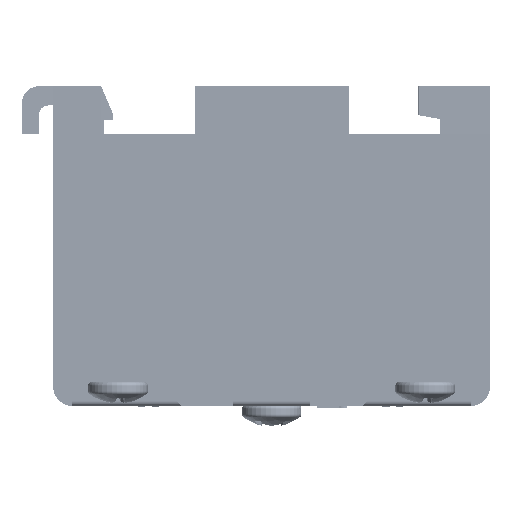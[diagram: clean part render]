
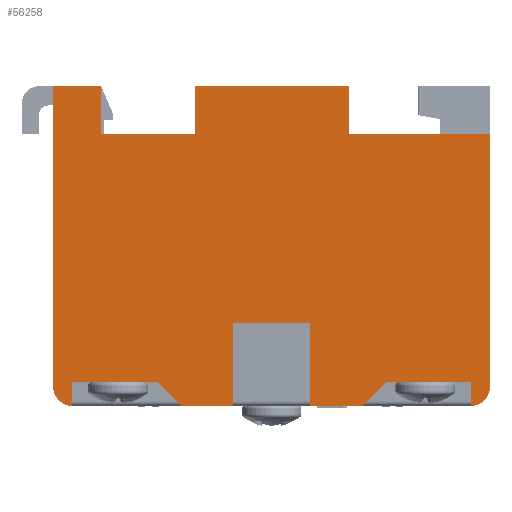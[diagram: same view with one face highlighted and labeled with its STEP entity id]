
A CAD part, left-side view. The second image highlights one B-rep face of the part: STEP entity #56258.
In plain terms, the highlighted planar face has unit normal (-1, 0, 0).
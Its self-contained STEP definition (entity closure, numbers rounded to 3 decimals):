
#3647=CIRCLE('',#59664,2.);
#3648=CIRCLE('',#59665,2.);
#5897=FACE_OUTER_BOUND('',#9161,.T.);
#9161=EDGE_LOOP('',(#37779,#37780,#37781,#37782,#37783,#37784,#37785,#37786,
#37787,#37788,#37789,#37790,#37791,#37792,#37793,#37794,#37795,#37796,#37797,
#37798,#37799,#37800));
#12615=LINE('',#80868,#17488);
#12672=LINE('',#80995,#17545);
#13205=LINE('',#82108,#18078);
#13206=LINE('',#82111,#18079);
#13207=LINE('',#82113,#18080);
#13208=LINE('',#82114,#18081);
#13209=LINE('',#82116,#18082);
#13210=LINE('',#82117,#18083);
#13211=LINE('',#82119,#18084);
#13212=LINE('',#82123,#18085);
#13213=LINE('',#82125,#18086);
#13214=LINE('',#82127,#18087);
#13215=LINE('',#82129,#18088);
#13216=LINE('',#82131,#18089);
#13217=LINE('',#82133,#18090);
#13218=LINE('',#82135,#18091);
#13219=LINE('',#82137,#18092);
#13220=LINE('',#82139,#18093);
#13221=LINE('',#82141,#18094);
#13222=LINE('',#82143,#18095);
#17488=VECTOR('',#65076,10.);
#17545=VECTOR('',#65165,10.);
#18078=VECTOR('',#65990,10.);
#18079=VECTOR('',#65993,10.);
#18080=VECTOR('',#65994,10.);
#18081=VECTOR('',#65995,10.);
#18082=VECTOR('',#65996,10.);
#18083=VECTOR('',#65997,10.);
#18084=VECTOR('',#65998,10.);
#18085=VECTOR('',#66001,10.);
#18086=VECTOR('',#66002,10.);
#18087=VECTOR('',#66003,10.);
#18088=VECTOR('',#66004,10.);
#18089=VECTOR('',#66005,10.);
#18090=VECTOR('',#66006,10.);
#18091=VECTOR('',#66007,10.);
#18092=VECTOR('',#66008,10.);
#18093=VECTOR('',#66009,10.);
#18094=VECTOR('',#66010,10.);
#18095=VECTOR('',#66011,10.);
#22365=VERTEX_POINT('',#80865);
#22366=VERTEX_POINT('',#80867);
#22418=VERTEX_POINT('',#80991);
#22420=VERTEX_POINT('',#80994);
#22853=VERTEX_POINT('',#82104);
#22854=VERTEX_POINT('',#82106);
#22855=VERTEX_POINT('',#82110);
#22856=VERTEX_POINT('',#82112);
#22857=VERTEX_POINT('',#82115);
#22858=VERTEX_POINT('',#82118);
#22859=VERTEX_POINT('',#82120);
#22860=VERTEX_POINT('',#82122);
#22861=VERTEX_POINT('',#82124);
#22862=VERTEX_POINT('',#82126);
#22863=VERTEX_POINT('',#82128);
#22864=VERTEX_POINT('',#82130);
#22865=VERTEX_POINT('',#82132);
#22866=VERTEX_POINT('',#82134);
#22867=VERTEX_POINT('',#82136);
#22868=VERTEX_POINT('',#82138);
#22869=VERTEX_POINT('',#82140);
#22870=VERTEX_POINT('',#82142);
#28112=EDGE_CURVE('',#22365,#22366,#12615,.T.);
#28175=EDGE_CURVE('',#22420,#22418,#12672,.T.);
#28746=EDGE_CURVE('',#22853,#22854,#13205,.T.);
#28747=EDGE_CURVE('',#22420,#22855,#13206,.T.);
#28748=EDGE_CURVE('',#22418,#22856,#13207,.T.);
#28749=EDGE_CURVE('',#22853,#22856,#13208,.T.);
#28750=EDGE_CURVE('',#22854,#22857,#13209,.T.);
#28751=EDGE_CURVE('',#22857,#22366,#13210,.T.);
#28752=EDGE_CURVE('',#22365,#22858,#13211,.T.);
#28753=EDGE_CURVE('',#22859,#22858,#3647,.T.);
#28754=EDGE_CURVE('',#22859,#22860,#13212,.T.);
#28755=EDGE_CURVE('',#22860,#22861,#13213,.T.);
#28756=EDGE_CURVE('',#22862,#22861,#13214,.T.);
#28757=EDGE_CURVE('',#22863,#22862,#13215,.T.);
#28758=EDGE_CURVE('',#22863,#22864,#13216,.T.);
#28759=EDGE_CURVE('',#22864,#22865,#13217,.T.);
#28760=EDGE_CURVE('',#22865,#22866,#13218,.T.);
#28761=EDGE_CURVE('',#22867,#22866,#13219,.T.);
#28762=EDGE_CURVE('',#22868,#22867,#13220,.T.);
#28763=EDGE_CURVE('',#22868,#22869,#13221,.T.);
#28764=EDGE_CURVE('',#22869,#22870,#13222,.T.);
#28765=EDGE_CURVE('',#22855,#22870,#3648,.T.);
#37779=ORIENTED_EDGE('',*,*,#28747,.F.);
#37780=ORIENTED_EDGE('',*,*,#28175,.T.);
#37781=ORIENTED_EDGE('',*,*,#28748,.T.);
#37782=ORIENTED_EDGE('',*,*,#28749,.F.);
#37783=ORIENTED_EDGE('',*,*,#28746,.T.);
#37784=ORIENTED_EDGE('',*,*,#28750,.T.);
#37785=ORIENTED_EDGE('',*,*,#28751,.T.);
#37786=ORIENTED_EDGE('',*,*,#28112,.F.);
#37787=ORIENTED_EDGE('',*,*,#28752,.T.);
#37788=ORIENTED_EDGE('',*,*,#28753,.F.);
#37789=ORIENTED_EDGE('',*,*,#28754,.T.);
#37790=ORIENTED_EDGE('',*,*,#28755,.T.);
#37791=ORIENTED_EDGE('',*,*,#28756,.F.);
#37792=ORIENTED_EDGE('',*,*,#28757,.F.);
#37793=ORIENTED_EDGE('',*,*,#28758,.T.);
#37794=ORIENTED_EDGE('',*,*,#28759,.T.);
#37795=ORIENTED_EDGE('',*,*,#28760,.T.);
#37796=ORIENTED_EDGE('',*,*,#28761,.F.);
#37797=ORIENTED_EDGE('',*,*,#28762,.F.);
#37798=ORIENTED_EDGE('',*,*,#28763,.T.);
#37799=ORIENTED_EDGE('',*,*,#28764,.T.);
#37800=ORIENTED_EDGE('',*,*,#28765,.F.);
#54477=PLANE('',#59663);
#56258=ADVANCED_FACE('',(#5897),#54477,.T.);
#59663=AXIS2_PLACEMENT_3D('',#82109,#65991,#65992);
#59664=AXIS2_PLACEMENT_3D('',#82121,#65999,#66000);
#59665=AXIS2_PLACEMENT_3D('',#82144,#66012,#66013);
#65076=DIRECTION('',(0.,-1.,0.));
#65165=DIRECTION('',(0.,1.,0.));
#65990=DIRECTION('',(0.,0.,-1.));
#65991=DIRECTION('center_axis',(-1.,0.,0.));
#65992=DIRECTION('ref_axis',(0.,1.,0.));
#65993=DIRECTION('',(0.,0.,-1.));
#65994=DIRECTION('',(0.,0.,1.));
#65995=DIRECTION('',(0.,-1.,0.));
#65996=DIRECTION('',(0.,1.,0.));
#65997=DIRECTION('',(0.,0.,1.));
#65998=DIRECTION('',(0.,0.,-1.));
#65999=DIRECTION('center_axis',(1.,0.,0.));
#66000=DIRECTION('ref_axis',(0.,0.707,-0.707));
#66001=DIRECTION('',(0.,0.,1.));
#66002=DIRECTION('',(0.,-1.,0.));
#66003=DIRECTION('',(0.,0.707,0.707));
#66004=DIRECTION('',(0.,1.,0.));
#66005=DIRECTION('',(0.,0.,1.));
#66006=DIRECTION('',(0.,-1.,0.));
#66007=DIRECTION('',(0.,0.,-1.));
#66008=DIRECTION('',(0.,1.,0.));
#66009=DIRECTION('',(0.,0.707,-0.707));
#66010=DIRECTION('',(0.,-1.,0.));
#66011=DIRECTION('',(0.,0.,-1.));
#66012=DIRECTION('center_axis',(1.,0.,0.));
#66013=DIRECTION('ref_axis',(0.,-0.707,-0.707));
#80865=CARTESIAN_POINT('',(-57.15,22.75,-13.658));
#80867=CARTESIAN_POINT('',(-57.15,17.75,-13.658));
#80868=CARTESIAN_POINT('',(-57.15,22.75,-13.658));
#80991=CARTESIAN_POINT('',(-57.15,-8.025,-18.658));
#80994=CARTESIAN_POINT('',(-57.15,-22.75,-18.658));
#80995=CARTESIAN_POINT('',(-57.15,-18.163,-18.658));
#82104=CARTESIAN_POINT('',(-57.15,8.025,-13.658));
#82106=CARTESIAN_POINT('',(-57.15,8.025,-18.658));
#82108=CARTESIAN_POINT('',(-57.15,8.025,-13.658));
#82109=CARTESIAN_POINT('Origin',(-57.15,-22.75,-13.658));
#82110=CARTESIAN_POINT('',(-57.15,-22.75,-44.958));
#82111=CARTESIAN_POINT('',(-57.15,-22.75,-13.658));
#82112=CARTESIAN_POINT('',(-57.15,-8.025,-13.658));
#82113=CARTESIAN_POINT('',(-57.15,-8.025,-13.658));
#82114=CARTESIAN_POINT('',(-57.15,22.75,-13.658));
#82115=CARTESIAN_POINT('',(-57.15,17.75,-18.658));
#82116=CARTESIAN_POINT('',(-57.15,-5.838,-18.658));
#82117=CARTESIAN_POINT('',(-57.15,17.75,-13.658));
#82118=CARTESIAN_POINT('',(-57.15,22.75,-44.958));
#82119=CARTESIAN_POINT('',(-57.15,22.75,-13.658));
#82120=CARTESIAN_POINT('',(-57.15,20.75,-46.958));
#82121=CARTESIAN_POINT('Origin',(-57.15,20.75,-44.958));
#82122=CARTESIAN_POINT('',(-57.15,20.75,-44.458));
#82123=CARTESIAN_POINT('',(-57.15,20.75,-30.308));
#82124=CARTESIAN_POINT('',(-57.15,11.92,-44.458));
#82125=CARTESIAN_POINT('',(-57.15,-3.208,-44.458));
#82126=CARTESIAN_POINT('',(-57.15,9.42,-46.958));
#82127=CARTESIAN_POINT('',(-57.15,10.328,-46.05));
#82128=CARTESIAN_POINT('',(-57.15,4.,-46.958));
#82129=CARTESIAN_POINT('',(-57.15,22.75,-46.958));
#82130=CARTESIAN_POINT('',(-57.15,4.,-38.358));
#82131=CARTESIAN_POINT('',(-57.15,4.,-30.308));
#82132=CARTESIAN_POINT('',(-57.15,-4.,-38.358));
#82133=CARTESIAN_POINT('',(-57.15,-4.012,-38.358));
#82134=CARTESIAN_POINT('',(-57.15,-4.,-46.958));
#82135=CARTESIAN_POINT('',(-57.15,-4.,-30.308));
#82136=CARTESIAN_POINT('',(-57.15,-9.42,-46.958));
#82137=CARTESIAN_POINT('',(-57.15,22.75,-46.958));
#82138=CARTESIAN_POINT('',(-57.15,-11.92,-44.458));
#82139=CARTESIAN_POINT('',(-57.15,-21.703,-34.675));
#82140=CARTESIAN_POINT('',(-57.15,-20.75,-44.458));
#82141=CARTESIAN_POINT('',(-57.15,-19.543,-44.458));
#82142=CARTESIAN_POINT('',(-57.15,-20.75,-46.958));
#82143=CARTESIAN_POINT('',(-57.15,-20.75,-30.308));
#82144=CARTESIAN_POINT('Origin',(-57.15,-20.75,-44.958));
